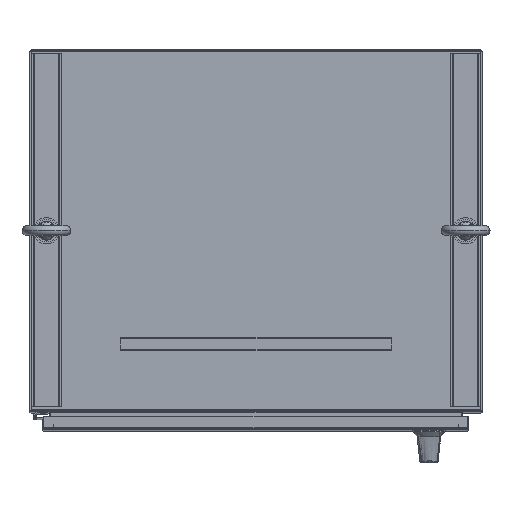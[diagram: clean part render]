
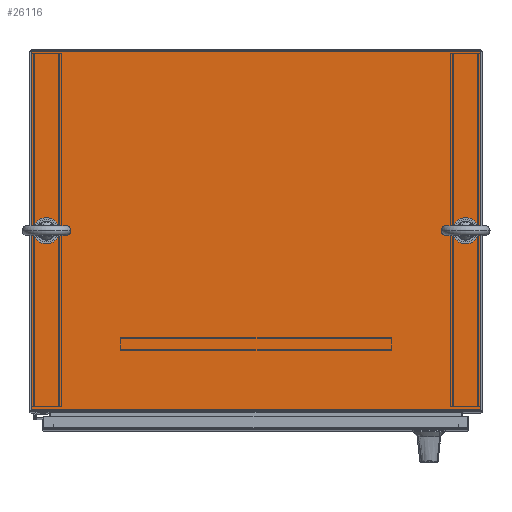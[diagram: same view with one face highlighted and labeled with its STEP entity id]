
A CAD part, top view. The second image highlights one B-rep face of the part: STEP entity #26116.
In plain terms, the highlighted planar face has unit normal (0, 0, 1).
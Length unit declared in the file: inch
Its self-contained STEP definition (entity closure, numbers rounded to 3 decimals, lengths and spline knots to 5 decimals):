
#1560 = CARTESIAN_POINT ( 'NONE',  ( -29.43039, -5.968, 72.06 ) ) ;
#2386 = EDGE_CURVE ( 'NONE', #64814, #43124, #33045, .T. ) ;
#3099 = DIRECTION ( 'NONE',  ( 0., 0., -1. ) ) ;
#3959 = LINE ( 'NONE', #39610, #16952 ) ;
#4084 = ORIENTED_EDGE ( 'NONE', *, *, #55824, .F. ) ;
#6395 = VECTOR ( 'NONE', #29510, 39.37008 ) ;
#7408 = EDGE_CURVE ( 'NONE', #14303, #24611, #35833, .T. ) ;
#7788 = DIRECTION ( 'NONE',  ( 1., 0., 0. ) ) ;
#8770 = FACE_BOUND ( 'NONE', #17768, .T. ) ;
#9197 = CARTESIAN_POINT ( 'NONE',  ( -30.80539, 6., 72.06 ) ) ;
#10414 = AXIS2_PLACEMENT_3D ( 'NONE', #39633, #14286, #29618 ) ;
#11363 = EDGE_LOOP ( 'NONE', ( #4084, #23824, #60604, #59016 ) ) ;
#11767 = CARTESIAN_POINT ( 'NONE',  ( -1.93539, -5.968, 72.06 ) ) ;
#13307 = DIRECTION ( 'NONE',  ( 1., 0., 0. ) ) ;
#13428 = CARTESIAN_POINT ( 'NONE',  ( -30.80539, -18., 72.06 ) ) ;
#14286 = DIRECTION ( 'NONE',  ( 0., 0., -1. ) ) ;
#14303 = VERTEX_POINT ( 'NONE', #30866 ) ;
#14392 = PLANE ( 'NONE',  #41660 ) ;
#15475 = AXIS2_PLACEMENT_3D ( 'NONE', #38733, #59069, #29057 ) ;
#16574 = CIRCLE ( 'NONE', #15475, 0.375 ) ;
#16952 = VECTOR ( 'NONE', #13307, 39.37008 ) ;
#17768 = EDGE_LOOP ( 'NONE', ( #44009, #34462 ) ) ;
#17971 = AXIS2_PLACEMENT_3D ( 'NONE', #11767, #53083, #63755 ) ;
#19217 = CARTESIAN_POINT ( 'NONE',  ( -30.18039, -5.968, 72.06 ) ) ;
#19279 = ORIENTED_EDGE ( 'NONE', *, *, #2386, .T. ) ;
#19394 = DIRECTION ( 'NONE',  ( 0., 0., 1. ) ) ;
#19430 = CARTESIAN_POINT ( 'NONE',  ( -2.31039, -5.968, 72.06 ) ) ;
#20709 = CARTESIAN_POINT ( 'NONE',  ( -0.93539, 6., 72.06 ) ) ;
#21345 = AXIS2_PLACEMENT_3D ( 'NONE', #23420, #3099, #7788 ) ;
#23420 = CARTESIAN_POINT ( 'NONE',  ( -29.80539, -5.968, 72.06 ) ) ;
#23824 = ORIENTED_EDGE ( 'NONE', *, *, #46774, .F. ) ;
#23888 = DIRECTION ( 'NONE',  ( 1., 0., 0. ) ) ;
#24611 = VERTEX_POINT ( 'NONE', #49436 ) ;
#26116 = ADVANCED_FACE ( 'NONE', ( #60074, #8770, #49076 ), #14392, .T. ) ;
#26756 = ORIENTED_EDGE ( 'NONE', *, *, #54603, .T. ) ;
#29057 = DIRECTION ( 'NONE',  ( 1., 0., 0. ) ) ;
#29510 = DIRECTION ( 'NONE',  ( 0., 1., 0. ) ) ;
#29618 = DIRECTION ( 'NONE',  ( 1., 0., 0. ) ) ;
#30644 = CIRCLE ( 'NONE', #10414, 0.375 ) ;
#30866 = CARTESIAN_POINT ( 'NONE',  ( -30.80539, -17.857, 72.06 ) ) ;
#31460 = EDGE_CURVE ( 'NONE', #14303, #62057, #64869, .T. ) ;
#33045 = CIRCLE ( 'NONE', #21345, 0.375 ) ;
#34462 = ORIENTED_EDGE ( 'NONE', *, *, #59399, .T. ) ;
#35059 = DIRECTION ( 'NONE',  ( 1., 0., 0. ) ) ;
#35198 = CARTESIAN_POINT ( 'NONE',  ( -30.80539, -17.857, 72.06 ) ) ;
#35833 = LINE ( 'NONE', #9197, #6395 ) ;
#37146 = CIRCLE ( 'NONE', #17971, 0.375 ) ;
#37946 = CARTESIAN_POINT ( 'NONE',  ( -0.93539, -17.857, 72.06 ) ) ;
#38733 = CARTESIAN_POINT ( 'NONE',  ( -29.80539, -5.968, 72.06 ) ) ;
#39124 = CARTESIAN_POINT ( 'NONE',  ( -0.93539, -18., 72.06 ) ) ;
#39610 = CARTESIAN_POINT ( 'NONE',  ( -0.93539, 6., 72.06 ) ) ;
#39633 = CARTESIAN_POINT ( 'NONE',  ( -1.93539, -5.968, 72.06 ) ) ;
#40663 = CARTESIAN_POINT ( 'NONE',  ( -1.56039, -5.968, 72.06 ) ) ;
#40812 = EDGE_LOOP ( 'NONE', ( #19279, #26756 ) ) ;
#41660 = AXIS2_PLACEMENT_3D ( 'NONE', #13428, #19394, #35059 ) ;
#43124 = VERTEX_POINT ( 'NONE', #19217 ) ;
#44009 = ORIENTED_EDGE ( 'NONE', *, *, #56567, .T. ) ;
#46774 = EDGE_CURVE ( 'NONE', #24611, #63086, #3959, .T. ) ;
#47882 = VECTOR ( 'NONE', #23888, 39.37008 ) ;
#49076 = FACE_BOUND ( 'NONE', #40812, .T. ) ;
#49125 = LINE ( 'NONE', #39124, #56097 ) ;
#49414 = VERTEX_POINT ( 'NONE', #19430 ) ;
#49436 = CARTESIAN_POINT ( 'NONE',  ( -30.80539, 6., 72.06 ) ) ;
#51595 = VERTEX_POINT ( 'NONE', #40663 ) ;
#53083 = DIRECTION ( 'NONE',  ( 0., 0., -1. ) ) ;
#54603 = EDGE_CURVE ( 'NONE', #43124, #64814, #16574, .T. ) ;
#55824 = EDGE_CURVE ( 'NONE', #63086, #62057, #49125, .T. ) ;
#56097 = VECTOR ( 'NONE', #65789, 39.37008 ) ;
#56567 = EDGE_CURVE ( 'NONE', #51595, #49414, #30644, .T. ) ;
#59016 = ORIENTED_EDGE ( 'NONE', *, *, #31460, .T. ) ;
#59069 = DIRECTION ( 'NONE',  ( 0., 0., -1. ) ) ;
#59399 = EDGE_CURVE ( 'NONE', #49414, #51595, #37146, .T. ) ;
#60074 = FACE_OUTER_BOUND ( 'NONE', #11363, .T. ) ;
#60604 = ORIENTED_EDGE ( 'NONE', *, *, #7408, .F. ) ;
#62057 = VERTEX_POINT ( 'NONE', #37946 ) ;
#63086 = VERTEX_POINT ( 'NONE', #20709 ) ;
#63755 = DIRECTION ( 'NONE',  ( 1., 0., 0. ) ) ;
#64814 = VERTEX_POINT ( 'NONE', #1560 ) ;
#64869 = LINE ( 'NONE', #35198, #47882 ) ;
#65789 = DIRECTION ( 'NONE',  ( 0., -1., 0. ) ) ;
